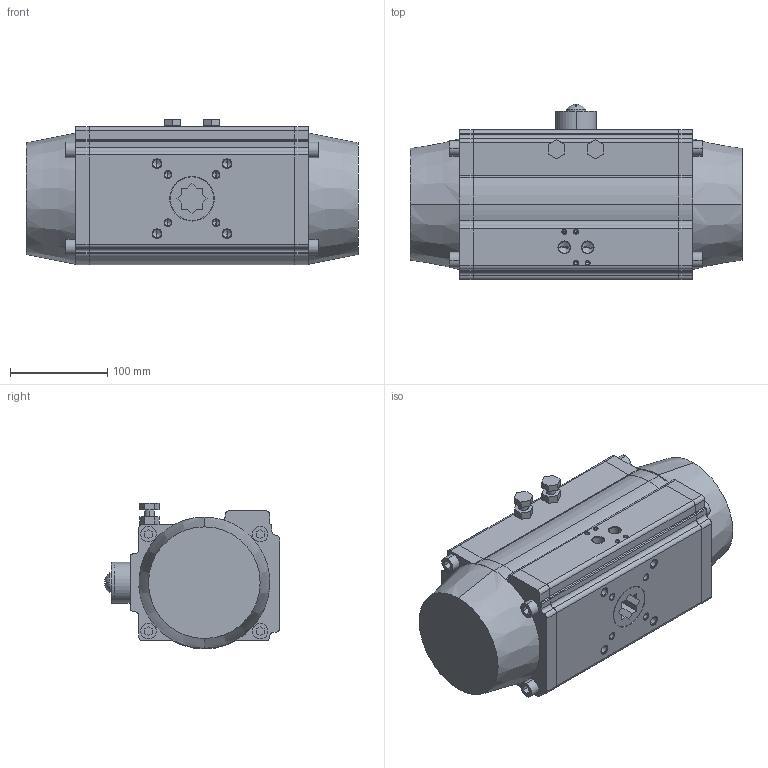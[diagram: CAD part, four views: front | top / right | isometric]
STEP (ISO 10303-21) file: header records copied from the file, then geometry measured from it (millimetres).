
FILE_DESCRIPTION (( 'STEP AP214' ), '1' );
FILE_NAME ('SC-RAT125-DA.STEP', '2025-11-12T10:17:28', ( 'KTP' ), ( '' ), 'SwSTEP 2.0', 'SolidWorks 2021', '' );
FILE_SCHEMA (( 'AUTOMOTIVE_DESIGN' ));
Length unit declared in the file: millimetre
Products named in the file (1): SC-RAT125-DA
Bounding box: 342 x 180.42 x 150.24 mm (x, y, z)
Volume: 5818640.7 mm3; surface area: 314722.9 mm2
Topology: 3 solids, 4 shells, 412 faces, 1073 edges, 669 vertices
Faces by surface type: plane 193, cylinder 134, cone 81, sphere 4
Entity records: 16166 total; most frequent: DIRECTION 2216, CARTESIAN_POINT 2129, ORIENTED_EDGE 2070, EDGE_CURVE 1035, AXIS2_PLACEMENT_3D 772, LINE 672, VECTOR 672, VERTEX_POINT 669
